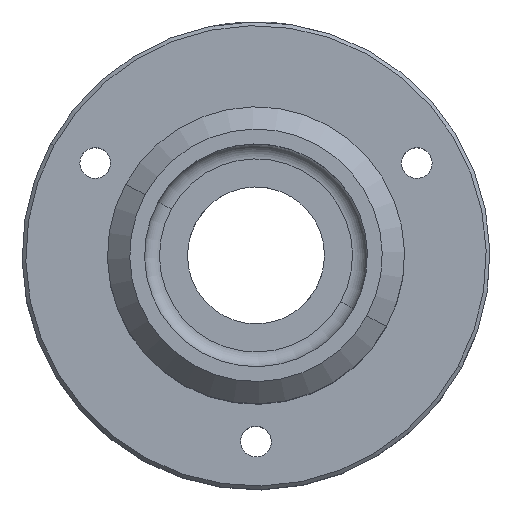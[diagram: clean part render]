
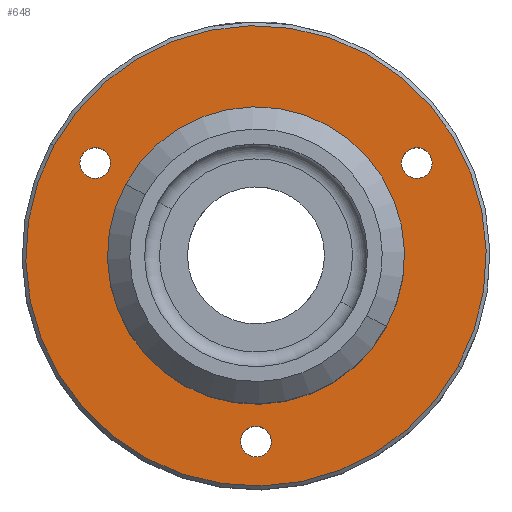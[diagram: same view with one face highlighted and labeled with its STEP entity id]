
A CAD part, top view. The second image highlights one B-rep face of the part: STEP entity #648.
In plain terms, the highlighted planar face has unit normal (0, 0, 1).
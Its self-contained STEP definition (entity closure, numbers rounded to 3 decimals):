
#528=CARTESIAN_POINT('Vertex',(-27.205,14.862,0.)) ;
#531=CARTESIAN_POINT('Axis2P3D Location',(0.,0.,0.)) ;
#535=CARTESIAN_POINT('Vertex',(27.205,-14.862,0.)) ;
#555=CARTESIAN_POINT('Axis2P3D Location',(0.,0.,0.)) ;
#567=CARTESIAN_POINT('Axis2P3D Location',(-31.5,0.,0.)) ;
#576=CARTESIAN_POINT('Axis2P3D Location',(0.,-25.,0.)) ;
#580=CARTESIAN_POINT('Vertex',(1.814,-24.009,0.)) ;
#582=CARTESIAN_POINT('Vertex',(-1.814,-25.991,0.)) ;
#585=CARTESIAN_POINT('Axis2P3D Location',(0.,-25.,0.)) ;
#594=CARTESIAN_POINT('Axis2P3D Location',(0.,0.,0.)) ;
#598=CARTESIAN_POINT('Vertex',(16.674,-9.109,0.)) ;
#600=CARTESIAN_POINT('Vertex',(-16.674,9.109,0.)) ;
#603=CARTESIAN_POINT('Axis2P3D Location',(0.,0.,0.)) ;
#612=CARTESIAN_POINT('Axis2P3D Location',(21.651,12.5,0.)) ;
#616=CARTESIAN_POINT('Vertex',(19.885,13.575,0.)) ;
#618=CARTESIAN_POINT('Vertex',(23.416,11.425,0.)) ;
#621=CARTESIAN_POINT('Axis2P3D Location',(21.651,12.5,0.)) ;
#630=CARTESIAN_POINT('Axis2P3D Location',(-21.651,12.5,0.)) ;
#634=CARTESIAN_POINT('Vertex',(-21.699,10.434,0.)) ;
#636=CARTESIAN_POINT('Vertex',(-21.602,14.566,0.)) ;
#639=CARTESIAN_POINT('Axis2P3D Location',(-21.651,12.5,0.)) ;
#532=DIRECTION('Axis2P3D Direction',(0.,0.,-1.)) ;
#556=DIRECTION('Axis2P3D Direction',(0.,0.,-1.)) ;
#568=DIRECTION('Axis2P3D Direction',(0.,0.,-1.)) ;
#569=DIRECTION('Axis2P3D XDirection',(1.,0.,0.)) ;
#577=DIRECTION('Axis2P3D Direction',(0.,0.,-1.)) ;
#586=DIRECTION('Axis2P3D Direction',(0.,0.,-1.)) ;
#595=DIRECTION('Axis2P3D Direction',(0.,0.,-1.)) ;
#604=DIRECTION('Axis2P3D Direction',(0.,0.,-1.)) ;
#613=DIRECTION('Axis2P3D Direction',(0.,0.,-1.)) ;
#622=DIRECTION('Axis2P3D Direction',(0.,0.,-1.)) ;
#631=DIRECTION('Axis2P3D Direction',(0.,0.,-1.)) ;
#640=DIRECTION('Axis2P3D Direction',(0.,0.,-1.)) ;
#533=AXIS2_PLACEMENT_3D('Circle Axis2P3D',#531,#532,$) ;
#557=AXIS2_PLACEMENT_3D('Circle Axis2P3D',#555,#556,$) ;
#570=AXIS2_PLACEMENT_3D('Plane Axis2P3D',#567,#568,#569) ;
#578=AXIS2_PLACEMENT_3D('Circle Axis2P3D',#576,#577,$) ;
#587=AXIS2_PLACEMENT_3D('Circle Axis2P3D',#585,#586,$) ;
#596=AXIS2_PLACEMENT_3D('Circle Axis2P3D',#594,#595,$) ;
#605=AXIS2_PLACEMENT_3D('Circle Axis2P3D',#603,#604,$) ;
#614=AXIS2_PLACEMENT_3D('Circle Axis2P3D',#612,#613,$) ;
#623=AXIS2_PLACEMENT_3D('Circle Axis2P3D',#621,#622,$) ;
#632=AXIS2_PLACEMENT_3D('Circle Axis2P3D',#630,#631,$) ;
#641=AXIS2_PLACEMENT_3D('Circle Axis2P3D',#639,#640,$) ;
#573=ORIENTED_EDGE('',*,*,#559,.F.) ;
#574=ORIENTED_EDGE('',*,*,#537,.F.) ;
#591=ORIENTED_EDGE('',*,*,#584,.T.) ;
#592=ORIENTED_EDGE('',*,*,#589,.T.) ;
#609=ORIENTED_EDGE('',*,*,#602,.T.) ;
#610=ORIENTED_EDGE('',*,*,#607,.T.) ;
#627=ORIENTED_EDGE('',*,*,#620,.T.) ;
#628=ORIENTED_EDGE('',*,*,#625,.T.) ;
#645=ORIENTED_EDGE('',*,*,#638,.T.) ;
#646=ORIENTED_EDGE('',*,*,#643,.T.) ;
#593=FACE_BOUND('',#590,.T.) ;
#611=FACE_BOUND('',#608,.T.) ;
#629=FACE_BOUND('',#626,.T.) ;
#647=FACE_BOUND('',#644,.T.) ;
#648=ADVANCED_FACE('PartBody',(#575,#593,#611,#629,#647),#571,.F.) ;
#534=CIRCLE('generated circle',#533,31.) ;
#558=CIRCLE('generated circle',#557,31.) ;
#579=CIRCLE('generated circle',#578,2.067) ;
#588=CIRCLE('generated circle',#587,2.067) ;
#597=CIRCLE('generated circle',#596,19.) ;
#606=CIRCLE('generated circle',#605,19.) ;
#615=CIRCLE('generated circle',#614,2.067) ;
#624=CIRCLE('generated circle',#623,2.067) ;
#633=CIRCLE('generated circle',#632,2.067) ;
#642=CIRCLE('generated circle',#641,2.067) ;
#537=EDGE_CURVE('',#529,#536,#534,.T.) ;
#559=EDGE_CURVE('',#536,#529,#558,.T.) ;
#584=EDGE_CURVE('',#581,#583,#579,.T.) ;
#589=EDGE_CURVE('',#583,#581,#588,.T.) ;
#602=EDGE_CURVE('',#599,#601,#597,.T.) ;
#607=EDGE_CURVE('',#601,#599,#606,.T.) ;
#620=EDGE_CURVE('',#617,#619,#615,.T.) ;
#625=EDGE_CURVE('',#619,#617,#624,.T.) ;
#638=EDGE_CURVE('',#635,#637,#633,.T.) ;
#643=EDGE_CURVE('',#637,#635,#642,.T.) ;
#572=EDGE_LOOP('',(#573,#574)) ;
#590=EDGE_LOOP('',(#591,#592)) ;
#608=EDGE_LOOP('',(#609,#610)) ;
#626=EDGE_LOOP('',(#627,#628)) ;
#644=EDGE_LOOP('',(#645,#646)) ;
#575=FACE_OUTER_BOUND('',#572,.T.) ;
#571=PLANE('Plane',#570) ;
#529=VERTEX_POINT('',#528) ;
#536=VERTEX_POINT('',#535) ;
#581=VERTEX_POINT('',#580) ;
#583=VERTEX_POINT('',#582) ;
#599=VERTEX_POINT('',#598) ;
#601=VERTEX_POINT('',#600) ;
#617=VERTEX_POINT('',#616) ;
#619=VERTEX_POINT('',#618) ;
#635=VERTEX_POINT('',#634) ;
#637=VERTEX_POINT('',#636) ;
